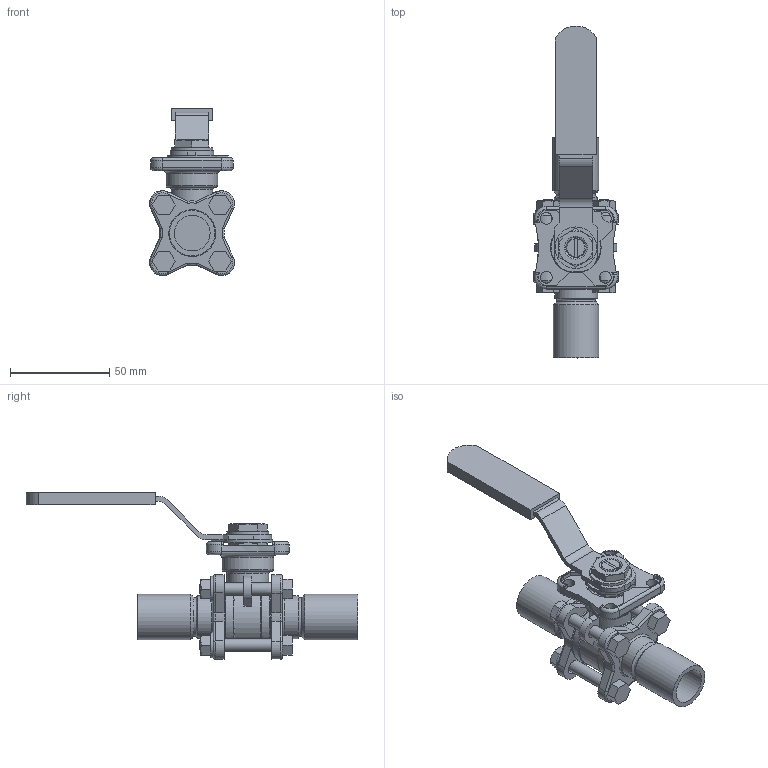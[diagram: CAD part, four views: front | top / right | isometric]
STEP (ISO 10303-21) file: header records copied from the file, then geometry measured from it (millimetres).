
FILE_DESCRIPTION(/* description */ ('Unknown'),/* implementation_level */ '2;1');
FILE_NAME(/* name */ 'F31DN18',/* time_stamp */ '2019-10-25T12:13:28+02:00',/* author */ ('Unknown'),/* organization */ ('Unknown'),/* preprocessor_version */ 'ST-DEVELOPER v16.7',/* originating_system */ 'DEX',/* authorisation */ $);
FILE_SCHEMA (('AUTOMOTIVE_DESIGN {1 0 10303 214 3 1 1}'));
Length unit declared in the file: millimetre
Products named in the file (3): F31DN18; 202604; F21DN18
Assembly tree (3 placements, depth 2):
  F31DN18
    202604
    F21DN18  x2
Bounding box: 42.88 x 167.28 x 84.16 mm (x, y, z)
Volume: 71624.7 mm3; surface area: 45193.6 mm2
Topology: 3 solids, 6 shells, 609 faces, 1526 edges, 942 vertices
Faces by surface type: plane 276, cylinder 165, cone 124, torus 40, sphere 4
Full cylindrical faces by diameter (mm): 6 x4, 6.35 x8, 7 x2, 11 x2, 11.4 x1, 14 x2, 14.1 x3, 15 x2, 16.5 x4, 16.7 x1, 17.3 x2, 17.5 x1, 18 x2, 19.5 x2, 21 x2, 21.7 x2, 22 x1, 23 x2, 25.5 x1, 26 x2, 30.1 x2, 32.5 x2
Entity records: 21372 total; most frequent: CARTESIAN_POINT 3560, DIRECTION 2980, ORIENTED_EDGE 2750, EDGE_CURVE 1375, AXIS2_PLACEMENT_3D 1232, VERTEX_POINT 893, EDGE_LOOP 760, FACE_BOUND 760
